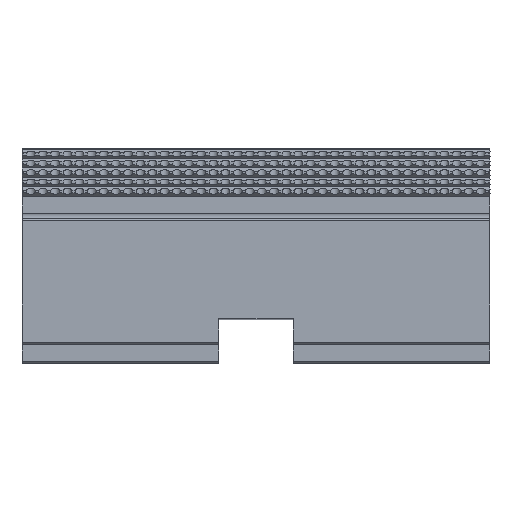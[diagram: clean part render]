
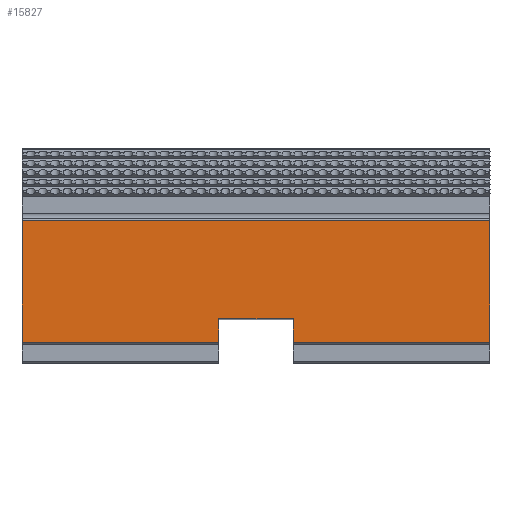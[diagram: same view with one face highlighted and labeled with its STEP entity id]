
A CAD part, top view. The second image highlights one B-rep face of the part: STEP entity #15827.
In plain terms, the highlighted planar face has unit normal (0, 0, 1).
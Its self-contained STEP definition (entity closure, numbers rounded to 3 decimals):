
#441=PLANE('',#17451);
#1835=FACE_OUTER_BOUND('',#2641,.T.);
#2641=EDGE_LOOP('',(#14101,#14102,#14103,#14104,#14105,#14106,#14107,#14108));
#3251=LINE('',#24492,#4837);
#4323=LINE('',#26979,#5909);
#4355=LINE('',#27028,#5941);
#4374=LINE('',#27059,#5960);
#4403=LINE('',#27118,#5989);
#4404=LINE('',#27121,#5990);
#4405=LINE('',#27123,#5991);
#4406=LINE('',#27124,#5992);
#4837=VECTOR('',#19399,1000.);
#5909=VECTOR('',#21931,1000.);
#5941=VECTOR('',#21965,1000.);
#5960=VECTOR('',#21996,1000.);
#5989=VECTOR('',#22063,1000.);
#5990=VECTOR('',#22066,1000.);
#5991=VECTOR('',#22067,1000.);
#5992=VECTOR('',#22068,1000.);
#6923=VERTEX_POINT('',#24489);
#6924=VERTEX_POINT('',#24491);
#7608=VERTEX_POINT('',#26976);
#7609=VERTEX_POINT('',#26978);
#7625=VERTEX_POINT('',#27027);
#7631=VERTEX_POINT('',#27058);
#7643=VERTEX_POINT('',#27120);
#7644=VERTEX_POINT('',#27122);
#8541=EDGE_CURVE('',#6923,#6924,#3251,.T.);
#9954=EDGE_CURVE('',#7608,#7609,#4323,.T.);
#9986=EDGE_CURVE('',#7625,#6924,#4355,.T.);
#10006=EDGE_CURVE('',#7609,#7631,#4374,.T.);
#10035=EDGE_CURVE('',#7608,#7625,#4403,.T.);
#10036=EDGE_CURVE('',#7643,#6923,#4404,.T.);
#10037=EDGE_CURVE('',#7644,#7643,#4405,.T.);
#10038=EDGE_CURVE('',#7644,#7631,#4406,.T.);
#14101=ORIENTED_EDGE('',*,*,#8541,.F.);
#14102=ORIENTED_EDGE('',*,*,#10036,.F.);
#14103=ORIENTED_EDGE('',*,*,#10037,.F.);
#14104=ORIENTED_EDGE('',*,*,#10038,.T.);
#14105=ORIENTED_EDGE('',*,*,#10006,.F.);
#14106=ORIENTED_EDGE('',*,*,#9954,.F.);
#14107=ORIENTED_EDGE('',*,*,#10035,.T.);
#14108=ORIENTED_EDGE('',*,*,#9986,.T.);
#15827=ADVANCED_FACE('',(#1835),#441,.F.);
#17451=AXIS2_PLACEMENT_3D('',#27119,#22064,#22065);
#19399=DIRECTION('',(-1.,0.,0.));
#21931=DIRECTION('',(0.,-1.,0.));
#21965=DIRECTION('',(0.,-1.,0.));
#21996=DIRECTION('',(-1.,0.,0.));
#22063=DIRECTION('',(-1.,0.,0.));
#22064=DIRECTION('center_axis',(0.,0.,-1.));
#22065=DIRECTION('ref_axis',(0.,1.,0.));
#22066=DIRECTION('',(0.,-1.,0.));
#22067=DIRECTION('',(-1.,0.,0.));
#22068=DIRECTION('',(0.,-1.,0.));
#24489=CARTESIAN_POINT('',(-8.,0.5,0.));
#24491=CARTESIAN_POINT('',(-50.,0.5,0.));
#24492=CARTESIAN_POINT('',(50.,0.5,0.));
#26976=CARTESIAN_POINT('',(50.,26.5,0.));
#26978=CARTESIAN_POINT('',(50.,0.5,0.));
#26979=CARTESIAN_POINT('',(50.,0.5,0.));
#27027=CARTESIAN_POINT('',(-50.,26.5,0.));
#27028=CARTESIAN_POINT('',(-50.,0.5,0.));
#27058=CARTESIAN_POINT('',(8.,0.5,0.));
#27059=CARTESIAN_POINT('',(50.,0.5,0.));
#27118=CARTESIAN_POINT('',(50.,26.5,0.));
#27119=CARTESIAN_POINT('Origin',(50.,0.5,0.));
#27120=CARTESIAN_POINT('',(-8.,5.5,0.));
#27121=CARTESIAN_POINT('',(-8.,-4.,0.));
#27122=CARTESIAN_POINT('',(8.,5.5,0.));
#27123=CARTESIAN_POINT('',(-8.,5.5,0.));
#27124=CARTESIAN_POINT('',(8.,0.5,0.));
